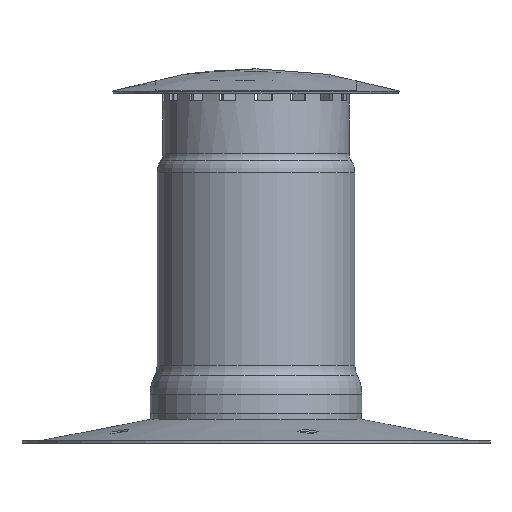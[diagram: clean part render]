
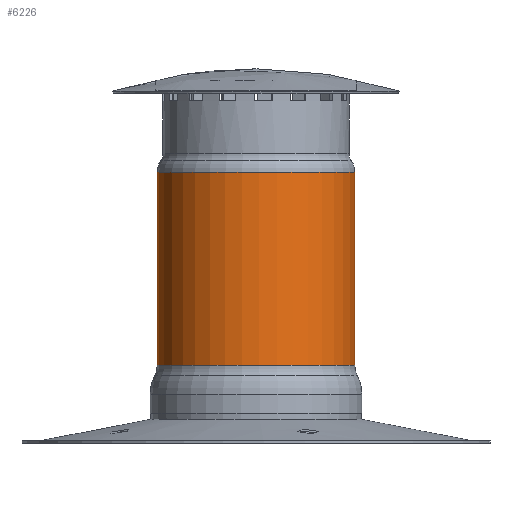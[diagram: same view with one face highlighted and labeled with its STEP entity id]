
A CAD part, left-side view. The second image highlights one B-rep face of the part: STEP entity #6226.
In plain terms, the highlighted cylindrical face has radius 845 mm (diameter 1690 mm), a full revolution.
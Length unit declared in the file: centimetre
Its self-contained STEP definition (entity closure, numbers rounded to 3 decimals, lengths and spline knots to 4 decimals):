
#676=CYLINDRICAL_SURFACE('',#6794,84.5);
#1072=FACE_OUTER_BOUND('',#1395,.T.);
#1395=EDGE_LOOP('',(#5734,#5735,#5736,#5737,#5738,#5739));
#1791=CIRCLE('',#6791,84.5);
#1793=CIRCLE('',#6793,84.5);
#1794=CIRCLE('',#6795,84.5);
#1795=CIRCLE('',#6796,84.5);
#2301=LINE('',#14928,#2815);
#2815=VECTOR('',#8403,84.5);
#3430=VERTEX_POINT('',#14918);
#3431=VERTEX_POINT('',#14919);
#3432=VERTEX_POINT('',#14924);
#3433=VERTEX_POINT('',#14925);
#4199=EDGE_CURVE('',#3430,#3431,#1791,.T.);
#4201=EDGE_CURVE('',#3431,#3430,#1793,.T.);
#4202=EDGE_CURVE('',#3432,#3433,#1794,.T.);
#4203=EDGE_CURVE('',#3433,#3432,#1795,.T.);
#4204=EDGE_CURVE('',#3433,#3431,#2301,.T.);
#5734=ORIENTED_EDGE('',*,*,#4202,.F.);
#5735=ORIENTED_EDGE('',*,*,#4203,.F.);
#5736=ORIENTED_EDGE('',*,*,#4204,.T.);
#5737=ORIENTED_EDGE('',*,*,#4201,.T.);
#5738=ORIENTED_EDGE('',*,*,#4199,.T.);
#5739=ORIENTED_EDGE('',*,*,#4204,.F.);
#6226=ADVANCED_FACE('',(#1072),#676,.T.);
#6791=AXIS2_PLACEMENT_3D('',#14920,#8391,#8392);
#6793=AXIS2_PLACEMENT_3D('',#14922,#8395,#8396);
#6794=AXIS2_PLACEMENT_3D('',#14923,#8397,#8398);
#6795=AXIS2_PLACEMENT_3D('',#14926,#8399,#8400);
#6796=AXIS2_PLACEMENT_3D('',#14927,#8401,#8402);
#8391=DIRECTION('center_axis',(0.,0.,
-1.));
#8392=DIRECTION('ref_axis',(-0.951,0.309,0.));
#8395=DIRECTION('center_axis',(0.,0.,
-1.));
#8396=DIRECTION('ref_axis',(-0.951,0.309,0.));
#8397=DIRECTION('center_axis',(0.,0.,
-1.));
#8398=DIRECTION('ref_axis',(-0.951,0.309,0.));
#8399=DIRECTION('center_axis',(0.,0.,
-1.));
#8400=DIRECTION('ref_axis',(-0.951,0.309,0.));
#8401=DIRECTION('center_axis',(0.,0.,
-1.));
#8402=DIRECTION('ref_axis',(-0.951,0.309,0.));
#8403=DIRECTION('',(0.,0.,1.));
#14918=CARTESIAN_POINT('',(237.7115,70.1381,71.559));
#14919=CARTESIAN_POINT('',(344.1877,124.3904,71.559));
#14920=CARTESIAN_POINT('Origin',(263.8234,150.5024,71.559));
#14922=CARTESIAN_POINT('Origin',(263.8234,150.5024,71.559));
#14923=CARTESIAN_POINT('Origin',(263.8234,150.5024,-10.9705));
#14924=CARTESIAN_POINT('',(237.7115,70.1381,-93.5));
#14925=CARTESIAN_POINT('',(344.1877,124.3904,-93.5));
#14926=CARTESIAN_POINT('Origin',(263.8234,150.5024,-93.5));
#14927=CARTESIAN_POINT('Origin',(263.8234,150.5024,-93.5));
#14928=CARTESIAN_POINT('',(344.1877,124.3904,-10.9705));
